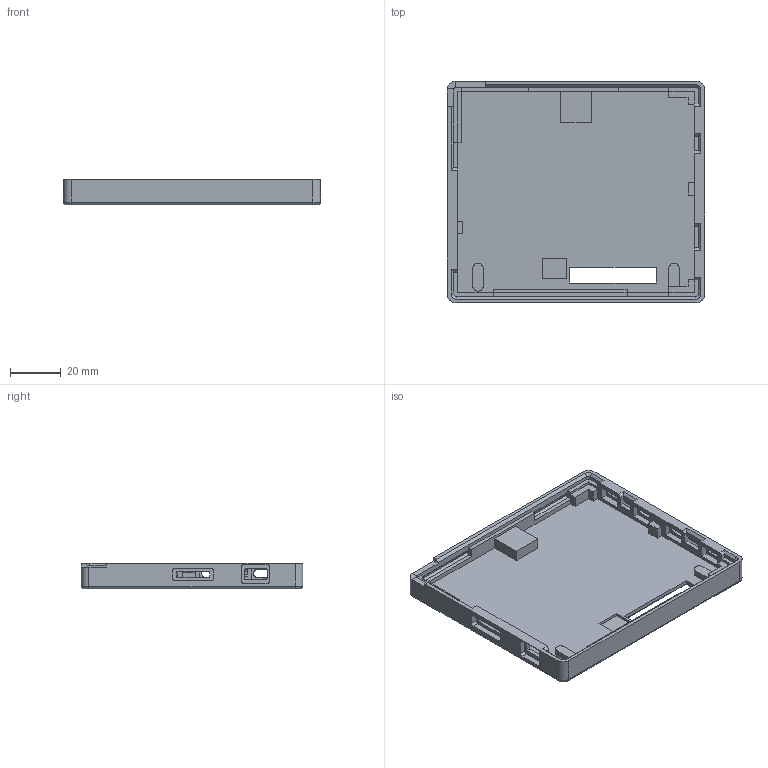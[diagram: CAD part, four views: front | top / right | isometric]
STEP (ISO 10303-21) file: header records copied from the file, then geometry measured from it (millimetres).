
FILE_DESCRIPTION (( 'STEP AP203' ), '1' );
FILE_NAME ('Paperd.ink_rev5_back_cover.STEP', '2022-01-07T18:26:10', ( '' ), ( '' ), 'SwSTEP 2.0', 'SolidWorks 2019', '' );
FILE_SCHEMA (( 'CONFIG_CONTROL_DESIGN' ));
Length unit declared in the file: millimetre
Products named in the file (1): Paperd.ink_rev5_back_cover
Bounding box: 101 x 87 x 10 mm (x, y, z)
Volume: 26397.4 mm3; surface area: 24805.4 mm2
Topology: 1 solids, 1 shells, 291 faces, 781 edges, 504 vertices
Faces by surface type: plane 203, cylinder 74, torus 9, cone 5
Entity records: 9093 total; most frequent: CARTESIAN_POINT 1647, ORIENTED_EDGE 1562, DIRECTION 1482, EDGE_CURVE 781, LINE 620, VECTOR 620, VERTEX_POINT 504, AXIS2_PLACEMENT_3D 431
